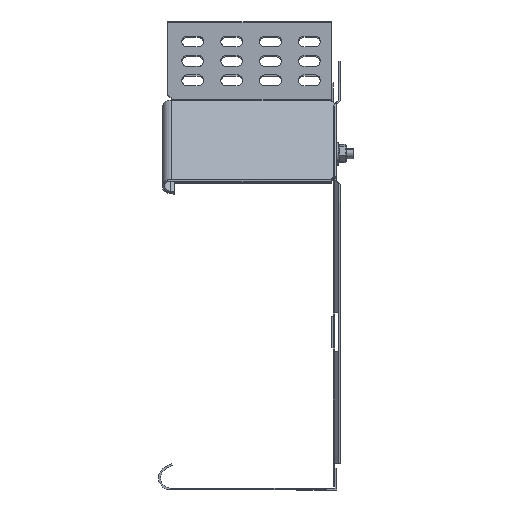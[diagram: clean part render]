
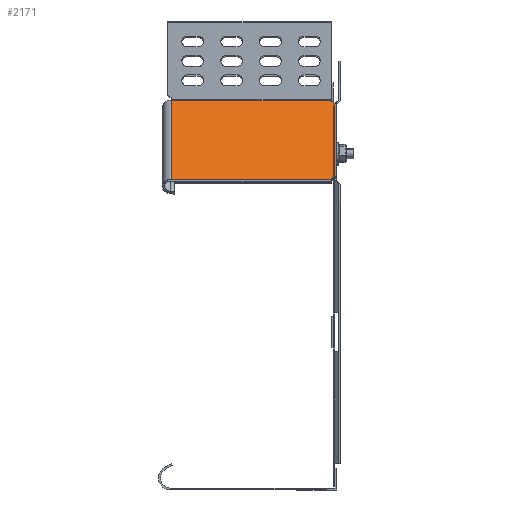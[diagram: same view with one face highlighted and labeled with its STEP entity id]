
A CAD part, left-side view. The second image highlights one B-rep face of the part: STEP entity #2171.
In plain terms, the highlighted face is planar.
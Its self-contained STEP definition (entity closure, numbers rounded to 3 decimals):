
#146 = VERTEX_POINT ( 'NONE', #14972 ) ;
#180 = CARTESIAN_POINT ( 'NONE',  ( -35., 21., 0. ) ) ;
#245 = VERTEX_POINT ( 'NONE', #8675 ) ;
#306 = PLANE ( 'NONE',  #10350 ) ;
#313 = VECTOR ( 'NONE', #7554, 1000. ) ;
#352 = DIRECTION ( 'NONE',  ( 0.707, -0.707, 0. ) ) ;
#777 = ORIENTED_EDGE ( 'NONE', *, *, #15449, .F. ) ;
#1136 = VECTOR ( 'NONE', #8610, 1000. ) ;
#1502 = CARTESIAN_POINT ( 'NONE',  ( -37.039, 125., 0. ) ) ;
#1577 = VERTEX_POINT ( 'NONE', #2449 ) ;
#1751 = CARTESIAN_POINT ( 'NONE',  ( -36., 123.5, 0. ) ) ;
#2064 = EDGE_CURVE ( 'NONE', #2942, #146, #9277, .T. ) ;
#2131 = EDGE_CURVE ( 'NONE', #13426, #245, #9270, .T. ) ;
#2171 = ADVANCED_FACE ( 'NONE', ( #11853 ), #306, .F. ) ;
#2201 = LINE ( 'NONE', #2716, #11020 ) ;
#2372 = VERTEX_POINT ( 'NONE', #6735 ) ;
#2449 = CARTESIAN_POINT ( 'NONE',  ( -32.728, 17.46, 0. ) ) ;
#2716 = CARTESIAN_POINT ( 'NONE',  ( -14., 0., 0. ) ) ;
#2749 = EDGE_CURVE ( 'NONE', #146, #2372, #4715, .T. ) ;
#2819 = CARTESIAN_POINT ( 'NONE',  ( 33.71, 19.71, 0. ) ) ;
#2942 = VERTEX_POINT ( 'NONE', #1751 ) ;
#2947 = CARTESIAN_POINT ( 'NONE',  ( -33.71, 19.71, 0. ) ) ;
#2998 = CARTESIAN_POINT ( 'NONE',  ( -33.313, 18.991, 0. ) ) ;
#3051 = CARTESIAN_POINT ( 'NONE',  ( 35., 21., 0. ) ) ;
#3212 = ORIENTED_EDGE ( 'NONE', *, *, #6669, .F. ) ;
#3246 = LINE ( 'NONE', #8920, #12796 ) ;
#3355 = CARTESIAN_POINT ( 'NONE',  ( 36., 125., 0. ) ) ;
#3407 = LINE ( 'NONE', #10289, #12566 ) ;
#3532 = VERTEX_POINT ( 'NONE', #11452 ) ;
#3732 = CARTESIAN_POINT ( 'NONE',  ( -36., 125., 0. ) ) ;
#3787 = LINE ( 'NONE', #3355, #12205 ) ;
#3883 = CARTESIAN_POINT ( 'NONE',  ( 32.976, 18.242, 0. ) ) ;
#3922 = DIRECTION ( 'NONE',  ( 1., 0., 0. ) ) ;
#4182 = CARTESIAN_POINT ( 'NONE',  ( -32.838, 17.855, 0. ) ) ;
#4715 = LINE ( 'NONE', #180, #1136 ) ;
#4877 = CARTESIAN_POINT ( 'NONE',  ( -33.71, 19.71, 0. ) ) ;
#4954 = VERTEX_POINT ( 'NONE', #11379 ) ;
#5040 = CARTESIAN_POINT ( 'NONE',  ( 36., 21., 0. ) ) ;
#5079 = CARTESIAN_POINT ( 'NONE',  ( 32.728, 17.46, 0. ) ) ;
#5432 = EDGE_CURVE ( 'NONE', #13262, #1577, #7726, .T. ) ;
#5488 = ORIENTED_EDGE ( 'NONE', *, *, #12170, .F. ) ;
#6125 = ORIENTED_EDGE ( 'NONE', *, *, #5432, .F. ) ;
#6458 = VERTEX_POINT ( 'NONE', #5040 ) ;
#6669 = EDGE_CURVE ( 'NONE', #3532, #6458, #13225, .T. ) ;
#6731 = LINE ( 'NONE', #11080, #313 ) ;
#6735 = CARTESIAN_POINT ( 'NONE',  ( -35., 21., 0. ) ) ;
#7074 = ORIENTED_EDGE ( 'NONE', *, *, #10955, .F. ) ;
#7474 = CARTESIAN_POINT ( 'NONE',  ( 33.71, 19.71, 0. ) ) ;
#7554 = DIRECTION ( 'NONE',  ( 0.707, 0.707, 0. ) ) ;
#7726 = B_SPLINE_CURVE_WITH_KNOTS ( 'NONE', 3,
 ( #2947, #14916, #2998, #11368, #4182, #12577 ),
 .UNSPECIFIED., .F., .F.,
 ( 4, 2, 4 ),
 ( 0.003, 0.004, 0.005 ),
 .UNSPECIFIED. ) ;
#8610 = DIRECTION ( 'NONE',  ( 1., 0., 0. ) ) ;
#8675 = CARTESIAN_POINT ( 'NONE',  ( 32.728, 17.46, 0. ) ) ;
#8762 = EDGE_LOOP ( 'NONE', ( #13116, #10811, #3212, #5488, #14566, #777, #6125, #7074, #14686, #12423 ) ) ;
#8920 = CARTESIAN_POINT ( 'NONE',  ( -37.039, 123.5, 0. ) ) ;
#9040 = DIRECTION ( 'NONE',  ( 1., 0., 0. ) ) ;
#9270 = B_SPLINE_CURVE_WITH_KNOTS ( 'NONE', 3,
 ( #7474, #14598, #11051, #3883, #12258, #5079 ),
 .UNSPECIFIED., .F., .F.,
 ( 4, 2, 4 ),
 ( 0.003, 0.004, 0.005 ),
 .UNSPECIFIED. ) ;
#9277 = LINE ( 'NONE', #3732, #14820 ) ;
#9359 = DIRECTION ( 'NONE',  ( 0., -1., 0. ) ) ;
#9693 = VECTOR ( 'NONE', #9040, 1000. ) ;
#10104 = DIRECTION ( 'NONE',  ( -1., 0., 0. ) ) ;
#10289 = CARTESIAN_POINT ( 'NONE',  ( -37.039, 17.46, 0. ) ) ;
#10350 = AXIS2_PLACEMENT_3D ( 'NONE', #1502, #11099, #3922 ) ;
#10811 = ORIENTED_EDGE ( 'NONE', *, *, #15043, .T. ) ;
#10955 = EDGE_CURVE ( 'NONE', #2372, #13262, #2201, .T. ) ;
#11020 = VECTOR ( 'NONE', #352, 1000. ) ;
#11051 = CARTESIAN_POINT ( 'NONE',  ( 33.313, 18.991, 0. ) ) ;
#11080 = CARTESIAN_POINT ( 'NONE',  ( 14., 0., 0. ) ) ;
#11099 = DIRECTION ( 'NONE',  ( 0., 0., 1. ) ) ;
#11368 = CARTESIAN_POINT ( 'NONE',  ( -32.976, 18.242, 0. ) ) ;
#11379 = CARTESIAN_POINT ( 'NONE',  ( 36., 123.5, 0. ) ) ;
#11452 = CARTESIAN_POINT ( 'NONE',  ( 35., 21., 0. ) ) ;
#11853 = FACE_OUTER_BOUND ( 'NONE', #8762, .T. ) ;
#12170 = EDGE_CURVE ( 'NONE', #13426, #3532, #6731, .T. ) ;
#12205 = VECTOR ( 'NONE', #9359, 1000. ) ;
#12258 = CARTESIAN_POINT ( 'NONE',  ( 32.838, 17.855, 0. ) ) ;
#12423 = ORIENTED_EDGE ( 'NONE', *, *, #2064, .F. ) ;
#12566 = VECTOR ( 'NONE', #13887, 1000. ) ;
#12577 = CARTESIAN_POINT ( 'NONE',  ( -32.728, 17.46, 0. ) ) ;
#12796 = VECTOR ( 'NONE', #10104, 1000. ) ;
#13116 = ORIENTED_EDGE ( 'NONE', *, *, #14803, .F. ) ;
#13225 = LINE ( 'NONE', #3051, #9693 ) ;
#13262 = VERTEX_POINT ( 'NONE', #4877 ) ;
#13311 = DIRECTION ( 'NONE',  ( 0., -1., 0. ) ) ;
#13426 = VERTEX_POINT ( 'NONE', #2819 ) ;
#13887 = DIRECTION ( 'NONE',  ( 1., 0., 0. ) ) ;
#14566 = ORIENTED_EDGE ( 'NONE', *, *, #2131, .T. ) ;
#14598 = CARTESIAN_POINT ( 'NONE',  ( 33.511, 19.351, 0. ) ) ;
#14686 = ORIENTED_EDGE ( 'NONE', *, *, #2749, .F. ) ;
#14803 = EDGE_CURVE ( 'NONE', #4954, #2942, #3246, .T. ) ;
#14820 = VECTOR ( 'NONE', #13311, 1000. ) ;
#14916 = CARTESIAN_POINT ( 'NONE',  ( -33.511, 19.351, 0. ) ) ;
#14972 = CARTESIAN_POINT ( 'NONE',  ( -36., 21., 0. ) ) ;
#15043 = EDGE_CURVE ( 'NONE', #4954, #6458, #3787, .T. ) ;
#15449 = EDGE_CURVE ( 'NONE', #1577, #245, #3407, .T. ) ;
